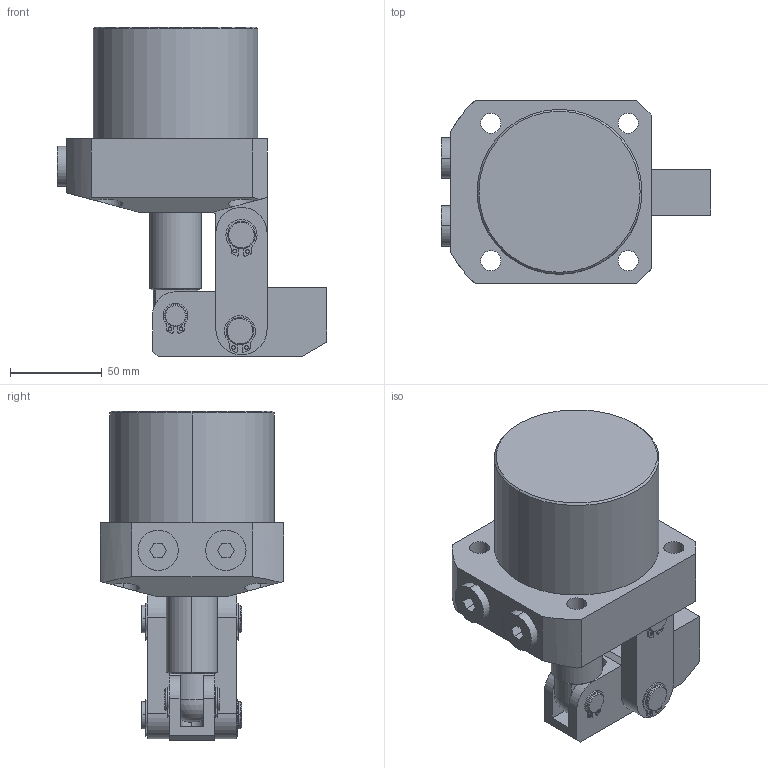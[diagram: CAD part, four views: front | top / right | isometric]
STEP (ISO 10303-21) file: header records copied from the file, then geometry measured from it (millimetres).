
FILE_DESCRIPTION (( 'STEP AP203' ), '1' );
FILE_NAME ('CLKA-090杠杠油压缸三维图.STEP', '2019-04-16T00:03:53', ( 'User' ), ( 'china' ), 'SwSTEP 2.0', 'SolidWorks 2018', '' );
FILE_SCHEMA (( 'CONFIG_CONTROL_DESIGN' ));
Length unit declared in the file: millimetre
Products named in the file (10): ｶﾌﾏ銈1_1; 090掛极; ﾁｬｸﾋ_1_1; CLKA-090杠杠油压缸三维图; ﾏ銈1_1; ﾑｹｱﾛ_1_1; ｿｨ輹_1_1; 傻种縐蓰_1_1; 囀鞠褒黑芛郔陔3-800; 090活塞杆01
Assembly tree (16 placements, depth 2):
  CLKA-090杠杠油压缸三维图
    090活塞杆01
    ｶﾌﾏ銈1_1
    ﾁｬｸﾋ_1_1  x2
    ﾏ銈1_1  x2
    ﾑｹｱﾛ_1_1
    ｿｨ輹_1_1  x4
    傻种縐蓰_1_1  x2
    囀鞠褒黑芛郔陔3-800  x2
    090掛极
Bounding box: 147 x 100 x 180 mm (x, y, z)
Volume: 663256.1 mm3; surface area: 147670.3 mm2
Topology: 15 solids, 18 shells, 384 faces, 981 edges, 648 vertices
Faces by surface type: cylinder 211, plane 143, cone 24, sphere 2, torus 2, bspline 2
Entity records: 10504 total; most frequent: CARTESIAN_POINT 3234, DIRECTION 1338, ORIENTED_EDGE 1204, EDGE_CURVE 604, AXIS2_PLACEMENT_3D 520, VERTEX_POINT 400, LINE 298, VECTOR 298
